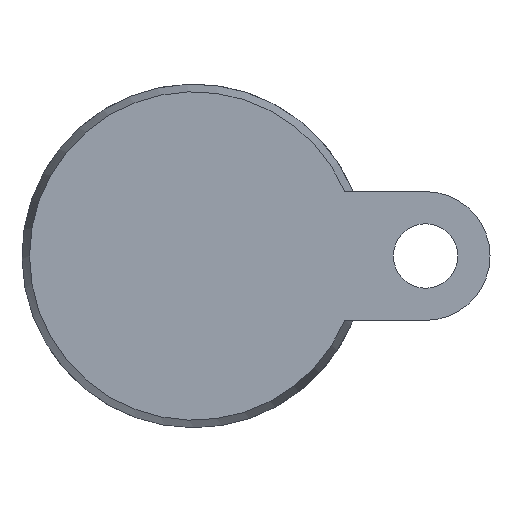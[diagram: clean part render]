
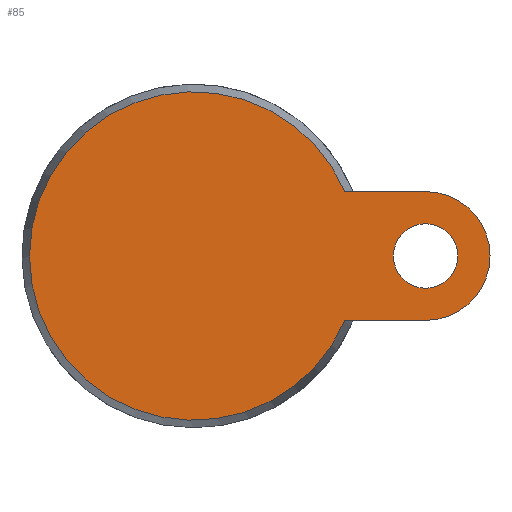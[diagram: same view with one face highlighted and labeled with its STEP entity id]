
A CAD part, front view. The second image highlights one B-rep face of the part: STEP entity #85.
In plain terms, the highlighted planar face has unit normal (0, -1, 0).
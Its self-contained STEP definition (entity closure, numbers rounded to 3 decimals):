
#85 = ADVANCED_FACE( '', ( #204, #205 ), #206, .F. );
#204 = FACE_BOUND( '', #397, .T. );
#205 = FACE_OUTER_BOUND( '', #398, .T. );
#206 = PLANE( '', #399 );
#397 = EDGE_LOOP( '', ( #580 ) );
#398 = EDGE_LOOP( '', ( #581, #582, #583, #584 ) );
#399 = AXIS2_PLACEMENT_3D( '', #585, #586, #587 );
#580 = ORIENTED_EDGE( '', *, *, #883, .T. );
#581 = ORIENTED_EDGE( '', *, *, #906, .F. );
#582 = ORIENTED_EDGE( '', *, *, #907, .T. );
#583 = ORIENTED_EDGE( '', *, *, #908, .F. );
#584 = ORIENTED_EDGE( '', *, *, #909, .F. );
#585 = CARTESIAN_POINT( '', ( 38.25, 0., 0. ) );
#586 = DIRECTION( '', ( 0., 1., 0. ) );
#587 = DIRECTION( '', ( 0., 0., 1. ) );
#883 = EDGE_CURVE( '', #1023, #1023, #1024, .T. );
#906 = EDGE_CURVE( '', #1062, #1063, #1064, .T. );
#907 = EDGE_CURVE( '', #1062, #1065, #1066, .T. );
#908 = EDGE_CURVE( '', #1067, #1065, #1068, .T. );
#909 = EDGE_CURVE( '', #1063, #1067, #1069, .T. );
#1023 = VERTEX_POINT( '', #1232 );
#1024 = CIRCLE( '', #1233, 7.5 );
#1062 = VERTEX_POINT( '', #1294 );
#1063 = VERTEX_POINT( '', #1295 );
#1064 = LINE( '', #1296, #1297 );
#1065 = VERTEX_POINT( '', #1298 );
#1066 = CIRCLE( '', #1299, 38.25 );
#1067 = VERTEX_POINT( '', #1300 );
#1068 = LINE( '', #1301, #1302 );
#1069 = CIRCLE( '', #1303, 15. );
#1232 = CARTESIAN_POINT( '', ( 61.5, 0., 0. ) );
#1233 = AXIS2_PLACEMENT_3D( '', #1566, #1567, #1568 );
#1294 = CARTESIAN_POINT( '', ( 35.186, 0., 15. ) );
#1295 = CARTESIAN_POINT( '', ( 54., 0., 15. ) );
#1296 = CARTESIAN_POINT( '', ( 0., 0., 15. ) );
#1297 = VECTOR( '', #1592, 1000. );
#1298 = CARTESIAN_POINT( '', ( 35.186, 0., -15. ) );
#1299 = AXIS2_PLACEMENT_3D( '', #1593, #1594, #1595 );
#1300 = CARTESIAN_POINT( '', ( 54., 0., -15. ) );
#1301 = CARTESIAN_POINT( '', ( 54., 0., -15. ) );
#1302 = VECTOR( '', #1596, 1000. );
#1303 = AXIS2_PLACEMENT_3D( '', #1597, #1598, #1599 );
#1566 = CARTESIAN_POINT( '', ( 54., 0., 0. ) );
#1567 = DIRECTION( '', ( 0., 1., 0. ) );
#1568 = DIRECTION( '', ( 1., 0., 0. ) );
#1592 = DIRECTION( '', ( 1., 0., 0. ) );
#1593 = CARTESIAN_POINT( '', ( 0., 0., 0. ) );
#1594 = DIRECTION( '', ( 0., -1., 0. ) );
#1595 = DIRECTION( '', ( 0., 0., -1. ) );
#1596 = DIRECTION( '', ( -1., 0., 0. ) );
#1597 = CARTESIAN_POINT( '', ( 54., 0., 0. ) );
#1598 = DIRECTION( '', ( 0., 1., 0. ) );
#1599 = DIRECTION( '', ( 1., 0., 0. ) );
